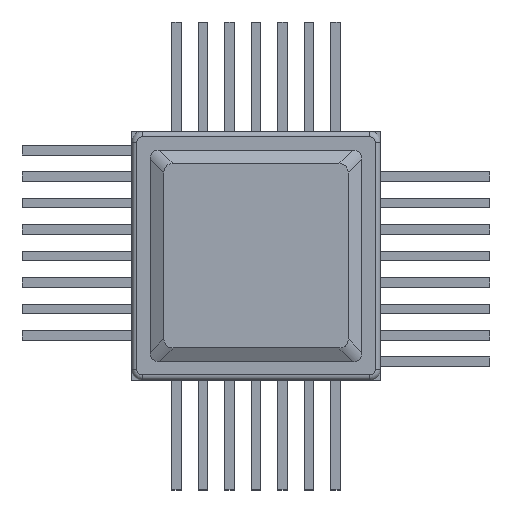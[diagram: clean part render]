
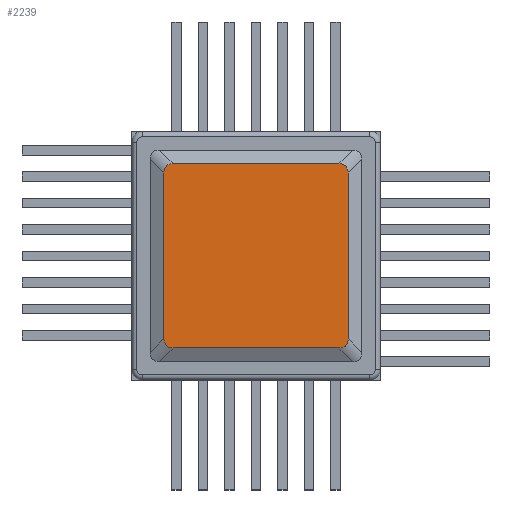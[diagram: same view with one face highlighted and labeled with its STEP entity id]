
A CAD part, top view. The second image highlights one B-rep face of the part: STEP entity #2239.
In plain terms, the highlighted planar face has unit normal (0, 0, 1).
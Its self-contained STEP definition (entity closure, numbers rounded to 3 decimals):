
#64 = CARTESIAN_POINT ( 'NONE',  ( -3.48, -3.13, 2.7 ) ) ;
#241 = VERTEX_POINT ( 'NONE', #4845 ) ;
#436 =( BOUNDED_CURVE ( )  B_SPLINE_CURVE ( 3, ( #5125, #8635, #5810, #1656 ),
 .UNSPECIFIED., .F., .F. ) 
 B_SPLINE_CURVE_WITH_KNOTS ( ( 4, 4 ),
 ( 2.78, 3.503 ),
 .UNSPECIFIED. ) 
 CURVE ( )  GEOMETRIC_REPRESENTATION_ITEM ( )  RATIONAL_B_SPLINE_CURVE ( ( 1., 0.957, 0.957, 1. ) ) 
 REPRESENTATION_ITEM ( '' )  );
#603 = VERTEX_POINT ( 'NONE', #64 ) ;
#941 = ORIENTED_EDGE ( 'NONE', *, *, #2703, .T. ) ;
#971 = ORIENTED_EDGE ( 'NONE', *, *, #2665, .T. ) ;
#1013 = VECTOR ( 'NONE', #6293, 1000. ) ;
#1020 = CARTESIAN_POINT ( 'NONE',  ( -3.13, -3.48, 2.7 ) ) ;
#1134 = CARTESIAN_POINT ( 'NONE',  ( 3.48, 3.13, 2.7 ) ) ;
#1367 = EDGE_CURVE ( 'NONE', #241, #2492, #6383, .T. ) ;
#1400 = CARTESIAN_POINT ( 'NONE',  ( 3.48, 0., 2.7 ) ) ;
#1656 = CARTESIAN_POINT ( 'NONE',  ( 3.48, -3.13, 2.7 ) ) ;
#1828 = ORIENTED_EDGE ( 'NONE', *, *, #1367, .T. ) ;
#1906 = CARTESIAN_POINT ( 'NONE',  ( 0., -3.48, 2.7 ) ) ;
#2087 = CARTESIAN_POINT ( 'NONE',  ( -3.48, -3.358, 2.7 ) ) ;
#2176 = EDGE_CURVE ( 'NONE', #6100, #241, #436, .T. ) ;
#2239 = ADVANCED_FACE ( 'NONE', ( #6243 ), #5913, .F. ) ;
#2253 = CARTESIAN_POINT ( 'NONE',  ( 0., 3.48, 2.7 ) ) ;
#2282 = EDGE_CURVE ( 'NONE', #2492, #7651, #3696, .T. ) ;
#2378 = CARTESIAN_POINT ( 'NONE',  ( 3.13, 3.48, 2.7 ) ) ;
#2446 = CARTESIAN_POINT ( 'NONE',  ( 0., 0., 2.7 ) ) ;
#2492 = VERTEX_POINT ( 'NONE', #1134 ) ;
#2514 = CARTESIAN_POINT ( 'NONE',  ( 3.48, 3.358, 2.7 ) ) ;
#2665 = EDGE_CURVE ( 'NONE', #5315, #8423, #6811, .T. ) ;
#2703 = EDGE_CURVE ( 'NONE', #603, #6552, #3547, .T. ) ;
#2809 = EDGE_LOOP ( 'NONE', ( #4336, #971, #3735, #941, #5217, #6429, #1828, #8891 ) ) ;
#3190 = DIRECTION ( 'NONE',  ( 0., 0., -1. ) ) ;
#3249 = CARTESIAN_POINT ( 'NONE',  ( 3.13, 3.48, 2.7 ) ) ;
#3423 = CARTESIAN_POINT ( 'NONE',  ( -3.48, 3.13, 2.7 ) ) ;
#3485 = CARTESIAN_POINT ( 'NONE',  ( -3.13, -3.48, 2.7 ) ) ;
#3540 = LINE ( 'NONE', #2253, #5162 ) ;
#3547 =( BOUNDED_CURVE ( )  B_SPLINE_CURVE ( 3, ( #5522, #2087, #7672, #3485 ),
 .UNSPECIFIED., .F., .T. ) 
 B_SPLINE_CURVE_WITH_KNOTS ( ( 4, 4 ),
 ( 5.922, 6.645 ),
 .UNSPECIFIED. ) 
 CURVE ( )  GEOMETRIC_REPRESENTATION_ITEM ( )  RATIONAL_B_SPLINE_CURVE ( ( 1., 0.957, 0.957, 1. ) ) 
 REPRESENTATION_ITEM ( '' )  );
#3696 =( BOUNDED_CURVE ( )  B_SPLINE_CURVE ( 3, ( #7442, #2514, #6733, #3249 ),
 .UNSPECIFIED., .F., .T. ) 
 B_SPLINE_CURVE_WITH_KNOTS ( ( 4, 4 ),
 ( 2.78, 3.503 ),
 .UNSPECIFIED. ) 
 CURVE ( )  GEOMETRIC_REPRESENTATION_ITEM ( )  RATIONAL_B_SPLINE_CURVE ( ( 1., 0.957, 0.957, 1. ) ) 
 REPRESENTATION_ITEM ( '' )  );
#3735 = ORIENTED_EDGE ( 'NONE', *, *, #7723, .T. ) ;
#4336 = ORIENTED_EDGE ( 'NONE', *, *, #8129, .T. ) ;
#4845 = CARTESIAN_POINT ( 'NONE',  ( 3.48, -3.13, 2.7 ) ) ;
#4931 = VECTOR ( 'NONE', #6064, 1000. ) ;
#5077 = DIRECTION ( 'NONE',  ( -1., 0., 0. ) ) ;
#5125 = CARTESIAN_POINT ( 'NONE',  ( 3.13, -3.48, 2.7 ) ) ;
#5162 = VECTOR ( 'NONE', #5077, 1000. ) ;
#5217 = ORIENTED_EDGE ( 'NONE', *, *, #6740, .T. ) ;
#5306 = DIRECTION ( 'NONE',  ( 0., -1., 0. ) ) ;
#5315 = VERTEX_POINT ( 'NONE', #6745 ) ;
#5419 = LINE ( 'NONE', #8821, #7056 ) ;
#5522 = CARTESIAN_POINT ( 'NONE',  ( -3.48, -3.13, 2.7 ) ) ;
#5810 = CARTESIAN_POINT ( 'NONE',  ( 3.48, -3.358, 2.7 ) ) ;
#5913 = PLANE ( 'NONE',  #6618 ) ;
#6064 = DIRECTION ( 'NONE',  ( 1., 0., 0. ) ) ;
#6100 = VERTEX_POINT ( 'NONE', #6672 ) ;
#6169 = CARTESIAN_POINT ( 'NONE',  ( -3.358, 3.48, 2.7 ) ) ;
#6243 = FACE_OUTER_BOUND ( 'NONE', #2809, .T. ) ;
#6293 = DIRECTION ( 'NONE',  ( 0., 1., 0. ) ) ;
#6383 = LINE ( 'NONE', #1400, #1013 ) ;
#6429 = ORIENTED_EDGE ( 'NONE', *, *, #2176, .T. ) ;
#6552 = VERTEX_POINT ( 'NONE', #1020 ) ;
#6618 = AXIS2_PLACEMENT_3D ( 'NONE', #2446, #3190, #8093 ) ;
#6672 = CARTESIAN_POINT ( 'NONE',  ( 3.13, -3.48, 2.7 ) ) ;
#6714 = CARTESIAN_POINT ( 'NONE',  ( -3.48, 3.13, 2.7 ) ) ;
#6733 = CARTESIAN_POINT ( 'NONE',  ( 3.358, 3.48, 2.7 ) ) ;
#6740 = EDGE_CURVE ( 'NONE', #6552, #6100, #6793, .T. ) ;
#6745 = CARTESIAN_POINT ( 'NONE',  ( -3.13, 3.48, 2.7 ) ) ;
#6793 = LINE ( 'NONE', #1906, #4931 ) ;
#6811 =( BOUNDED_CURVE ( )  B_SPLINE_CURVE ( 3, ( #7615, #6169, #6913, #3423 ),
 .UNSPECIFIED., .F., .T. ) 
 B_SPLINE_CURVE_WITH_KNOTS ( ( 4, 4 ),
 ( 5.922, 6.645 ),
 .UNSPECIFIED. ) 
 CURVE ( )  GEOMETRIC_REPRESENTATION_ITEM ( )  RATIONAL_B_SPLINE_CURVE ( ( 1., 0.957, 0.957, 1. ) ) 
 REPRESENTATION_ITEM ( '' )  );
#6913 = CARTESIAN_POINT ( 'NONE',  ( -3.48, 3.358, 2.7 ) ) ;
#7056 = VECTOR ( 'NONE', #5306, 1000. ) ;
#7442 = CARTESIAN_POINT ( 'NONE',  ( 3.48, 3.13, 2.7 ) ) ;
#7615 = CARTESIAN_POINT ( 'NONE',  ( -3.13, 3.48, 2.7 ) ) ;
#7651 = VERTEX_POINT ( 'NONE', #2378 ) ;
#7672 = CARTESIAN_POINT ( 'NONE',  ( -3.358, -3.48, 2.7 ) ) ;
#7723 = EDGE_CURVE ( 'NONE', #8423, #603, #5419, .T. ) ;
#8093 = DIRECTION ( 'NONE',  ( -1., 0., 0. ) ) ;
#8129 = EDGE_CURVE ( 'NONE', #7651, #5315, #3540, .T. ) ;
#8423 = VERTEX_POINT ( 'NONE', #6714 ) ;
#8635 = CARTESIAN_POINT ( 'NONE',  ( 3.358, -3.48, 2.7 ) ) ;
#8821 = CARTESIAN_POINT ( 'NONE',  ( -3.48, 0., 2.7 ) ) ;
#8891 = ORIENTED_EDGE ( 'NONE', *, *, #2282, .T. ) ;
